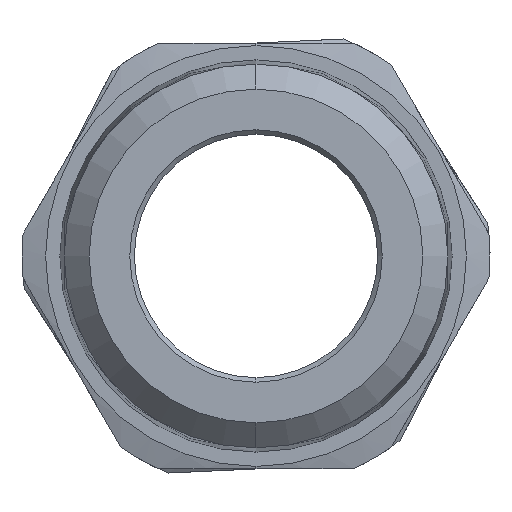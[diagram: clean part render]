
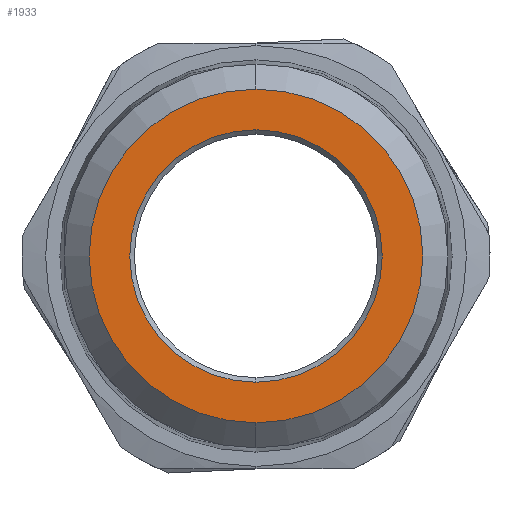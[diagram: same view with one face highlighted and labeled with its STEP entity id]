
A CAD part, left-side view. The second image highlights one B-rep face of the part: STEP entity #1933.
In plain terms, the highlighted planar face has unit normal (-1, 0, 0).
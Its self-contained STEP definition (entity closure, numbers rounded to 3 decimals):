
#76 = VERTEX_POINT ( 'NONE', #756 ) ;
#154 = PLANE ( 'NONE',  #801 ) ;
#352 = DIRECTION ( 'NONE',  ( 1., 0., 0. ) ) ;
#395 = FACE_OUTER_BOUND ( 'NONE', #1181, .T. ) ;
#487 = DIRECTION ( 'NONE',  ( 0., 0., -1. ) ) ;
#602 = CIRCLE ( 'NONE', #2811, 18.04 ) ;
#683 = DIRECTION ( 'NONE',  ( 0., 0., -1. ) ) ;
#756 = CARTESIAN_POINT ( 'NONE',  ( 0., 0., 18.04 ) ) ;
#801 = AXIS2_PLACEMENT_3D ( 'NONE', #2570, #2526, #3258 ) ;
#910 = AXIS2_PLACEMENT_3D ( 'NONE', #2702, #4083, #2014 ) ;
#1016 = EDGE_LOOP ( 'NONE', ( #1725, #4384 ) ) ;
#1172 = ORIENTED_EDGE ( 'NONE', *, *, #1634, .T. ) ;
#1181 = EDGE_LOOP ( 'NONE', ( #2454, #1172 ) ) ;
#1334 = CARTESIAN_POINT ( 'NONE',  ( 0., 0., -13.65 ) ) ;
#1401 = DIRECTION ( 'NONE',  ( 0., 0., -1. ) ) ;
#1407 = EDGE_CURVE ( 'NONE', #2147, #3592, #3081, .T. ) ;
#1523 = CARTESIAN_POINT ( 'NONE',  ( 0., 0., 0. ) ) ;
#1634 = EDGE_CURVE ( 'NONE', #76, #2153, #4229, .T. ) ;
#1725 = ORIENTED_EDGE ( 'NONE', *, *, #1407, .T. ) ;
#1858 = DIRECTION ( 'NONE',  ( -1., 0., 0. ) ) ;
#1867 = AXIS2_PLACEMENT_3D ( 'NONE', #3310, #352, #1401 ) ;
#1933 = ADVANCED_FACE ( 'NONE', ( #395, #3402 ), #154, .F. ) ;
#1993 = EDGE_CURVE ( 'NONE', #2153, #76, #602, .T. ) ;
#2014 = DIRECTION ( 'NONE',  ( 0., 0., -1. ) ) ;
#2147 = VERTEX_POINT ( 'NONE', #4018 ) ;
#2153 = VERTEX_POINT ( 'NONE', #3740 ) ;
#2454 = ORIENTED_EDGE ( 'NONE', *, *, #1993, .T. ) ;
#2526 = DIRECTION ( 'NONE',  ( 1., 0., 0. ) ) ;
#2570 = CARTESIAN_POINT ( 'NONE',  ( 0., 0., 0. ) ) ;
#2702 = CARTESIAN_POINT ( 'NONE',  ( 0., 0., 0. ) ) ;
#2811 = AXIS2_PLACEMENT_3D ( 'NONE', #1523, #1858, #487 ) ;
#3066 = CIRCLE ( 'NONE', #1867, 13.65 ) ;
#3081 = CIRCLE ( 'NONE', #4316, 13.65 ) ;
#3249 = EDGE_CURVE ( 'NONE', #3592, #2147, #3066, .T. ) ;
#3258 = DIRECTION ( 'NONE',  ( 0., 0., -1. ) ) ;
#3310 = CARTESIAN_POINT ( 'NONE',  ( 0., 0., 0. ) ) ;
#3373 = DIRECTION ( 'NONE',  ( 1., 0., 0. ) ) ;
#3402 = FACE_BOUND ( 'NONE', #1016, .T. ) ;
#3592 = VERTEX_POINT ( 'NONE', #1334 ) ;
#3740 = CARTESIAN_POINT ( 'NONE',  ( 0., 0., -18.04 ) ) ;
#4018 = CARTESIAN_POINT ( 'NONE',  ( 0., 0., 13.65 ) ) ;
#4083 = DIRECTION ( 'NONE',  ( -1., 0., 0. ) ) ;
#4105 = CARTESIAN_POINT ( 'NONE',  ( 0., 0., 0. ) ) ;
#4229 = CIRCLE ( 'NONE', #910, 18.04 ) ;
#4316 = AXIS2_PLACEMENT_3D ( 'NONE', #4105, #3373, #683 ) ;
#4384 = ORIENTED_EDGE ( 'NONE', *, *, #3249, .T. ) ;
